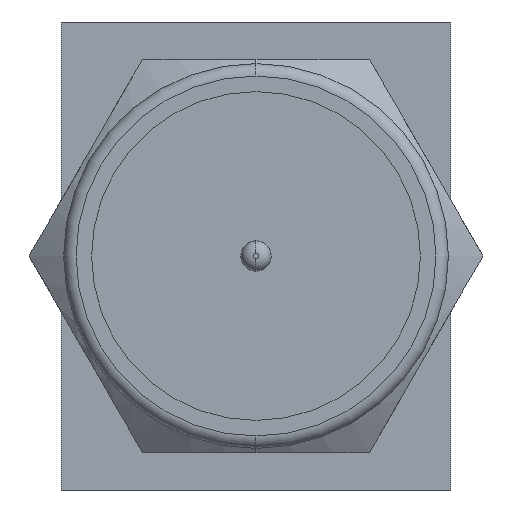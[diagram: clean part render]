
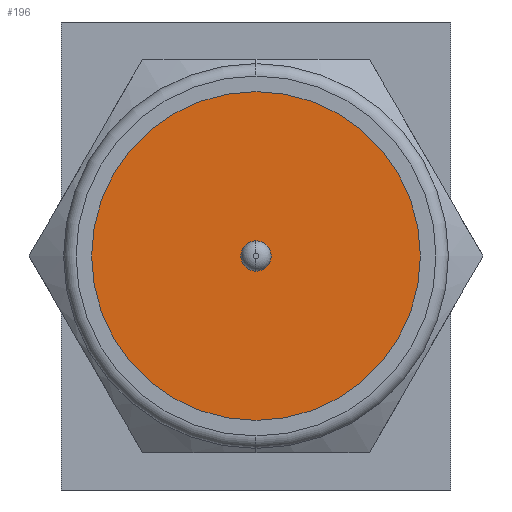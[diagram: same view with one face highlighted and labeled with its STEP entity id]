
A CAD part, left-side view. The second image highlights one B-rep face of the part: STEP entity #196.
In plain terms, the highlighted planar face has unit normal (-1, 0, 0).
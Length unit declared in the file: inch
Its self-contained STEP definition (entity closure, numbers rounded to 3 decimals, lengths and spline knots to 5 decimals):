
#163 = DIRECTION ( 'NONE',  ( -1., 0., 0. ) ) ;
#175 = CIRCLE ( 'NONE', #434, 0.01214 ) ;
#196 = ADVANCED_FACE ( 'NONE', ( #1155, #1180 ), #583, .T. ) ;
#213 = DIRECTION ( 'NONE',  ( -1., 0., 0. ) ) ;
#243 = CIRCLE ( 'NONE', #848, 0.13171 ) ;
#255 = EDGE_CURVE ( 'NONE', #1220, #1900, #576, .T. ) ;
#434 = AXIS2_PLACEMENT_3D ( 'NONE', #1654, #1070, #761 ) ;
#472 = CARTESIAN_POINT ( 'NONE',  ( -0.307, 0., 0. ) ) ;
#506 = VERTEX_POINT ( 'NONE', #1034 ) ;
#534 = CARTESIAN_POINT ( 'NONE',  ( -0.307, 0., 0. ) ) ;
#541 = VERTEX_POINT ( 'NONE', #628 ) ;
#576 = CIRCLE ( 'NONE', #663, 0.01214 ) ;
#583 = PLANE ( 'NONE',  #875 ) ;
#628 = CARTESIAN_POINT ( 'NONE',  ( -0.307, 0., 0.13171 ) ) ;
#663 = AXIS2_PLACEMENT_3D ( 'NONE', #1198, #163, #1330 ) ;
#758 = EDGE_CURVE ( 'NONE', #541, #506, #243, .T. ) ;
#761 = DIRECTION ( 'NONE',  ( 0., 0., 1. ) ) ;
#848 = AXIS2_PLACEMENT_3D ( 'NONE', #534, #963, #1430 ) ;
#859 = ORIENTED_EDGE ( 'NONE', *, *, #1047, .F. ) ;
#875 = AXIS2_PLACEMENT_3D ( 'NONE', #1306, #1033, #1625 ) ;
#925 = EDGE_LOOP ( 'NONE', ( #859, #958 ) ) ;
#958 = ORIENTED_EDGE ( 'NONE', *, *, #255, .F. ) ;
#963 = DIRECTION ( 'NONE',  ( -1., 0., 0. ) ) ;
#1002 = ORIENTED_EDGE ( 'NONE', *, *, #1631, .T. ) ;
#1021 = CARTESIAN_POINT ( 'NONE',  ( -0.307, 0., -0.01214 ) ) ;
#1033 = DIRECTION ( 'NONE',  ( -1., 0., 0. ) ) ;
#1034 = CARTESIAN_POINT ( 'NONE',  ( -0.307, 0., -0.13171 ) ) ;
#1047 = EDGE_CURVE ( 'NONE', #1900, #1220, #175, .T. ) ;
#1069 = DIRECTION ( 'NONE',  ( 0., 0., 1. ) ) ;
#1070 = DIRECTION ( 'NONE',  ( -1., 0., 0. ) ) ;
#1071 = AXIS2_PLACEMENT_3D ( 'NONE', #472, #213, #1069 ) ;
#1072 = CIRCLE ( 'NONE', #1071, 0.13171 ) ;
#1155 = FACE_BOUND ( 'NONE', #925, .T. ) ;
#1177 = CARTESIAN_POINT ( 'NONE',  ( -0.307, 0., 0.01214 ) ) ;
#1180 = FACE_OUTER_BOUND ( 'NONE', #1878, .T. ) ;
#1198 = CARTESIAN_POINT ( 'NONE',  ( -0.307, 0., 0. ) ) ;
#1220 = VERTEX_POINT ( 'NONE', #1177 ) ;
#1306 = CARTESIAN_POINT ( 'NONE',  ( -0.307, 0., 0. ) ) ;
#1330 = DIRECTION ( 'NONE',  ( 0., 0., 1. ) ) ;
#1430 = DIRECTION ( 'NONE',  ( 0., 0., 1. ) ) ;
#1625 = DIRECTION ( 'NONE',  ( 0., 0., 1. ) ) ;
#1631 = EDGE_CURVE ( 'NONE', #506, #541, #1072, .T. ) ;
#1654 = CARTESIAN_POINT ( 'NONE',  ( -0.307, 0., 0. ) ) ;
#1702 = ORIENTED_EDGE ( 'NONE', *, *, #758, .T. ) ;
#1878 = EDGE_LOOP ( 'NONE', ( #1702, #1002 ) ) ;
#1900 = VERTEX_POINT ( 'NONE', #1021 ) ;
